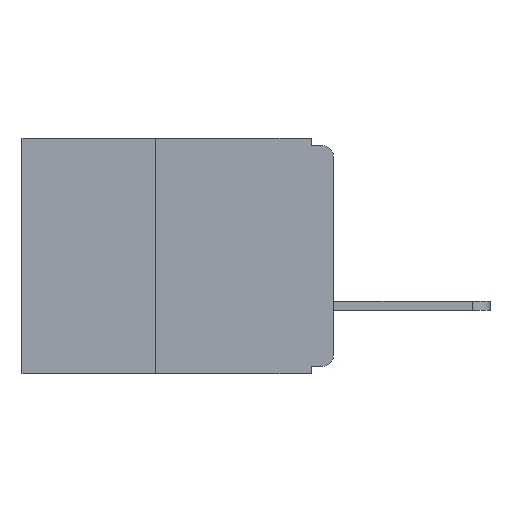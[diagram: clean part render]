
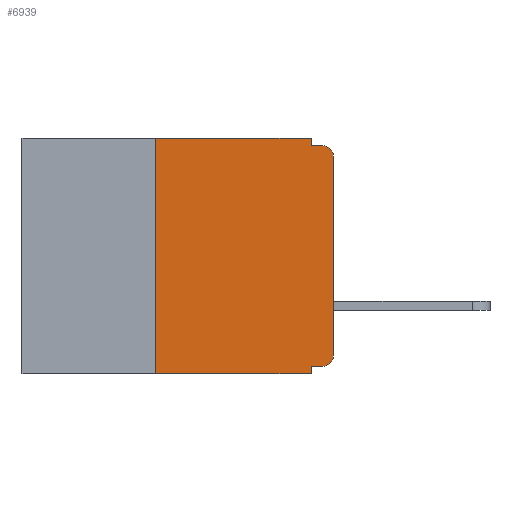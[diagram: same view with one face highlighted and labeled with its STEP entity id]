
A CAD part, left-side view. The second image highlights one B-rep face of the part: STEP entity #6939.
In plain terms, the highlighted planar face has unit normal (-1, 0, 0).
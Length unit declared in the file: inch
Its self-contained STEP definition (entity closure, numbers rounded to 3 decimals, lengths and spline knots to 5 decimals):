
#33 = DIRECTION ( 'NONE',  ( 0., -1., 0. ) ) ;
#296 = VERTEX_POINT ( 'NONE', #1320 ) ;
#462 = EDGE_CURVE ( 'NONE', #1872, #3320, #28160, .T. ) ;
#1320 = CARTESIAN_POINT ( 'NONE',  ( 0., 0.015, -0.01 ) ) ;
#1488 = VERTEX_POINT ( 'NONE', #6357 ) ;
#1671 = VECTOR ( 'NONE', #28589, 39.37008 ) ;
#1872 = VERTEX_POINT ( 'NONE', #29112 ) ;
#2011 = CARTESIAN_POINT ( 'NONE',  ( 0., 0.015, -0.32 ) ) ;
#2345 = CARTESIAN_POINT ( 'NONE',  ( 0., 0.031, 0. ) ) ;
#2477 = CARTESIAN_POINT ( 'NONE',  ( 0., 0.015, -0.025 ) ) ;
#2990 = EDGE_CURVE ( 'NONE', #24336, #1488, #9814, .T. ) ;
#3320 = VERTEX_POINT ( 'NONE', #17866 ) ;
#3334 = CARTESIAN_POINT ( 'NONE',  ( 0., 0.031, -0.33 ) ) ;
#3379 = LINE ( 'NONE', #3334, #14505 ) ;
#3442 = DIRECTION ( 'NONE',  ( 0., 0., -1. ) ) ;
#3469 = VECTOR ( 'NONE', #26156, 39.37008 ) ;
#4257 = VERTEX_POINT ( 'NONE', #5329 ) ;
#4389 = EDGE_CURVE ( 'NONE', #20502, #4257, #3379, .T. ) ;
#4911 = DIRECTION ( 'NONE',  ( 0., 0., -1. ) ) ;
#5186 = CARTESIAN_POINT ( 'NONE',  ( 0., 0., -0.305 ) ) ;
#5329 = CARTESIAN_POINT ( 'NONE',  ( 0., 0.031, -0.33 ) ) ;
#6323 = DIRECTION ( 'NONE',  ( 0., 1., 0. ) ) ;
#6357 = CARTESIAN_POINT ( 'NONE',  ( 0., 0.031, -0.01 ) ) ;
#6503 = EDGE_CURVE ( 'NONE', #13887, #23362, #10923, .T. ) ;
#6704 = ORIENTED_EDGE ( 'NONE', *, *, #6503, .T. ) ;
#6939 = ADVANCED_FACE ( 'NONE', ( #10895 ), #24342, .F. ) ;
#7742 = EDGE_CURVE ( 'NONE', #3320, #24336, #20181, .T. ) ;
#8462 = DIRECTION ( 'NONE',  ( -1., 0., 0. ) ) ;
#8585 = ORIENTED_EDGE ( 'NONE', *, *, #462, .F. ) ;
#9087 = CARTESIAN_POINT ( 'NONE',  ( 0., 0.031, 0. ) ) ;
#9212 = CARTESIAN_POINT ( 'NONE',  ( 0., 0., -0.025 ) ) ;
#9512 = EDGE_CURVE ( 'NONE', #11470, #296, #26306, .T. ) ;
#9814 = LINE ( 'NONE', #2345, #3469 ) ;
#10085 = DIRECTION ( 'NONE',  ( 1., 0., 0. ) ) ;
#10895 = FACE_OUTER_BOUND ( 'NONE', #19790, .T. ) ;
#10923 = CIRCLE ( 'NONE', #22675, 0.015 ) ;
#11470 = VERTEX_POINT ( 'NONE', #9212 ) ;
#11487 = VECTOR ( 'NONE', #29692, 39.37008 ) ;
#11895 = AXIS2_PLACEMENT_3D ( 'NONE', #19578, #10085, #26682 ) ;
#12230 = LINE ( 'NONE', #15532, #11487 ) ;
#12917 = ORIENTED_EDGE ( 'NONE', *, *, #27870, .T. ) ;
#13270 = ORIENTED_EDGE ( 'NONE', *, *, #25073, .T. ) ;
#13567 = CARTESIAN_POINT ( 'NONE',  ( 0., 0., -0.32 ) ) ;
#13887 = VERTEX_POINT ( 'NONE', #2011 ) ;
#14342 = LINE ( 'NONE', #14365, #1671 ) ;
#14365 = CARTESIAN_POINT ( 'NONE',  ( 0., 0., 0. ) ) ;
#14505 = VECTOR ( 'NONE', #3442, 39.37008 ) ;
#15532 = CARTESIAN_POINT ( 'NONE',  ( 0., 0., -0.01 ) ) ;
#15972 = CARTESIAN_POINT ( 'NONE',  ( 0., 0.437, -0.33 ) ) ;
#16983 = EDGE_CURVE ( 'NONE', #1488, #296, #12230, .T. ) ;
#17324 = ORIENTED_EDGE ( 'NONE', *, *, #16983, .F. ) ;
#17866 = CARTESIAN_POINT ( 'NONE',  ( 0., 0.25, 0. ) ) ;
#18403 = ORIENTED_EDGE ( 'NONE', *, *, #30447, .F. ) ;
#18779 = VECTOR ( 'NONE', #6323, 39.37008 ) ;
#19175 = DIRECTION ( 'NONE',  ( -1., 0., 0. ) ) ;
#19578 = CARTESIAN_POINT ( 'NONE',  ( 0., 0.437, 0. ) ) ;
#19790 = EDGE_LOOP ( 'NONE', ( #12917, #24265, #17324, #27187, #28863, #8585, #13270, #21672, #18403, #6704 ) ) ;
#20181 = LINE ( 'NONE', #26182, #25706 ) ;
#20502 = VERTEX_POINT ( 'NONE', #27425 ) ;
#21647 = LINE ( 'NONE', #15972, #24243 ) ;
#21672 = ORIENTED_EDGE ( 'NONE', *, *, #4389, .F. ) ;
#21756 = DIRECTION ( 'NONE',  ( 0., 0., 1. ) ) ;
#22675 = AXIS2_PLACEMENT_3D ( 'NONE', #22703, #8462, #25085 ) ;
#22703 = CARTESIAN_POINT ( 'NONE',  ( 0., 0.015, -0.305 ) ) ;
#23362 = VERTEX_POINT ( 'NONE', #5186 ) ;
#24243 = VECTOR ( 'NONE', #27901, 39.37008 ) ;
#24265 = ORIENTED_EDGE ( 'NONE', *, *, #9512, .T. ) ;
#24336 = VERTEX_POINT ( 'NONE', #9087 ) ;
#24342 = PLANE ( 'NONE',  #11895 ) ;
#24566 = AXIS2_PLACEMENT_3D ( 'NONE', #2477, #19175, #4911 ) ;
#25073 = EDGE_CURVE ( 'NONE', #1872, #4257, #21647, .T. ) ;
#25085 = DIRECTION ( 'NONE',  ( 0., 0., -1. ) ) ;
#25706 = VECTOR ( 'NONE', #33, 39.37008 ) ;
#25810 = LINE ( 'NONE', #13567, #18779 ) ;
#26156 = DIRECTION ( 'NONE',  ( 0., 0., -1. ) ) ;
#26182 = CARTESIAN_POINT ( 'NONE',  ( 0., 0.437, 0. ) ) ;
#26306 = CIRCLE ( 'NONE', #24566, 0.015 ) ;
#26682 = DIRECTION ( 'NONE',  ( 0., 0., -1. ) ) ;
#27187 = ORIENTED_EDGE ( 'NONE', *, *, #2990, .F. ) ;
#27425 = CARTESIAN_POINT ( 'NONE',  ( 0., 0.031, -0.32 ) ) ;
#27870 = EDGE_CURVE ( 'NONE', #23362, #11470, #14342, .T. ) ;
#27901 = DIRECTION ( 'NONE',  ( 0., -1., 0. ) ) ;
#28148 = CARTESIAN_POINT ( 'NONE',  ( 0., 0.25, -0.33 ) ) ;
#28160 = LINE ( 'NONE', #28148, #28894 ) ;
#28589 = DIRECTION ( 'NONE',  ( 0., 0., 1. ) ) ;
#28863 = ORIENTED_EDGE ( 'NONE', *, *, #7742, .F. ) ;
#28894 = VECTOR ( 'NONE', #21756, 39.37008 ) ;
#29112 = CARTESIAN_POINT ( 'NONE',  ( 0., 0.25, -0.33 ) ) ;
#29692 = DIRECTION ( 'NONE',  ( 0., -1., 0. ) ) ;
#30447 = EDGE_CURVE ( 'NONE', #13887, #20502, #25810, .T. ) ;
